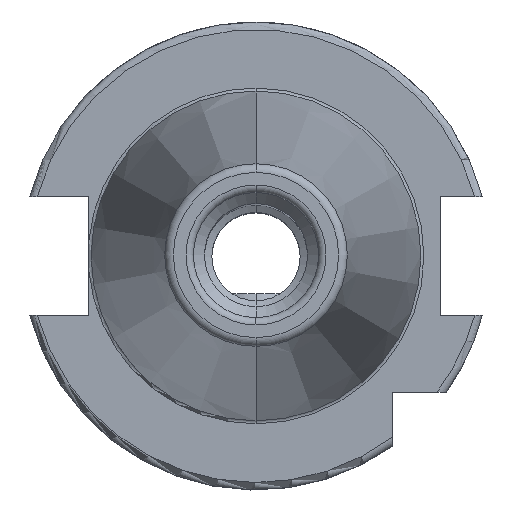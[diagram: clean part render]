
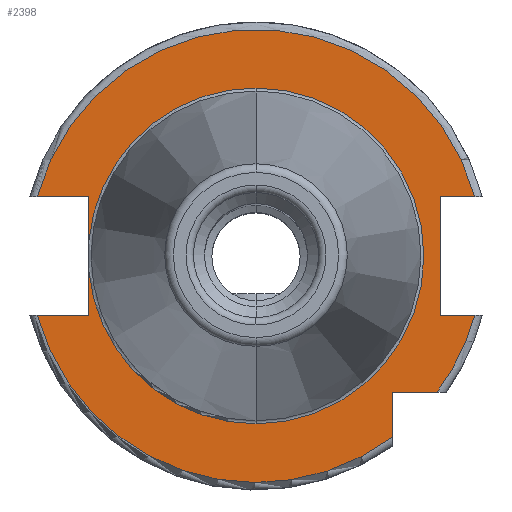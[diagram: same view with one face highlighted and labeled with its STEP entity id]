
A CAD part, top view. The second image highlights one B-rep face of the part: STEP entity #2398.
In plain terms, the highlighted planar face has unit normal (0, 0, 1).
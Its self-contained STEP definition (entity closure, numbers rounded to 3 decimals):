
#315=DIRECTION('',(1,0,0));
#316=VECTOR('',#315,7.004);
#317=CARTESIAN_POINT('',(-29.704,-8.05,15.9));
#318=LINE('',#317,#316);
#319=DIRECTION('',(0,1,0));
#320=VECTOR('',#319,5.917);
#321=CARTESIAN_POINT('',(-22.7,-8.05,15.9));
#322=LINE('',#321,#320);
#323=DIRECTION('',(0,1,0));
#324=VECTOR('',#323,5.917);
#325=CARTESIAN_POINT('',(-22.7,2.133,15.9));
#326=LINE('',#325,#324);
#327=DIRECTION('',(1,0,0));
#328=VECTOR('',#327,7.004);
#329=CARTESIAN_POINT('',(-29.704,8.05,15.9));
#330=LINE('',#329,#328);
#331=DIRECTION('',(-1,0,0));
#332=VECTOR('',#331,4.704);
#333=CARTESIAN_POINT('',(29.704,8.05,15.9));
#334=LINE('',#333,#332);
#335=DIRECTION('',(0,-1,0));
#336=VECTOR('',#335,16.1);
#337=CARTESIAN_POINT('',(25,8.05,15.9));
#338=LINE('',#337,#336);
#339=DIRECTION('',(-1,0,0));
#340=VECTOR('',#339,4.704);
#341=CARTESIAN_POINT('',(29.704,-8.05,15.9));
#342=LINE('',#341,#340);
#343=CARTESIAN_POINT('',(0,0,15.9));
#344=DIRECTION('',(0,0,1));
#345=DIRECTION('',(0.799,-0.601,0));
#346=AXIS2_PLACEMENT_3D('',#343,#344,#345);
#348=DIRECTION('',(-1,0,0));
#349=VECTOR('',#348,6.094);
#350=CARTESIAN_POINT('',(24.594,-18.5,15.9));
#351=LINE('',#350,#349);
#352=DIRECTION('',(0,1,0));
#353=VECTOR('',#352,6.094);
#354=CARTESIAN_POINT('',(18.5,-24.594,15.9));
#355=LINE('',#354,#353);
#366=CARTESIAN_POINT('',(0,0,15.9));
#367=DIRECTION('',(0,0,1));
#368=DIRECTION('',(0,1,0));
#369=AXIS2_PLACEMENT_3D('',#366,#367,#368);
#381=CARTESIAN_POINT('',(0,0,15.9));
#382=DIRECTION('',(0,0,1));
#383=DIRECTION('',(-0.996,-0.094,0));
#384=AXIS2_PLACEMENT_3D('',#381,#382,#383);
#386=CARTESIAN_POINT('',(0,0,15.9));
#387=DIRECTION('',(0,0,-1));
#388=DIRECTION('',(0,1,0));
#389=AXIS2_PLACEMENT_3D('',#386,#387,#388);
#1142=CARTESIAN_POINT('',(0,0,15.9));
#1143=DIRECTION('',(0,0,1));
#1144=DIRECTION('',(0.965,0.262,0));
#1145=AXIS2_PLACEMENT_3D('',#1142,#1143,#1144);
#1193=CARTESIAN_POINT('',(0,0,15.9));
#1194=DIRECTION('',(0,0,1));
#1195=DIRECTION('',(-0.965,-0.262,0));
#1196=AXIS2_PLACEMENT_3D('',#1193,#1194,#1195);
#1625=CARTESIAN_POINT('',(0,22.8,15.9));
#1627=VERTEX_POINT('',#1625);
#1647=CARTESIAN_POINT('',(0,-22.8,15.9));
#1649=VERTEX_POINT('',#1647);
#1795=CARTESIAN_POINT('',(-29.704,-8.05,15.9));
#1796=CARTESIAN_POINT('',(-22.7,-8.05,15.9));
#1797=VERTEX_POINT('',#1795);
#1798=VERTEX_POINT('',#1796);
#1799=CARTESIAN_POINT('',(-22.7,-2.133,15.9));
#1800=VERTEX_POINT('',#1799);
#1801=CARTESIAN_POINT('',(-22.7,2.133,15.9));
#1802=CARTESIAN_POINT('',(-22.7,8.05,15.9));
#1803=VERTEX_POINT('',#1801);
#1804=VERTEX_POINT('',#1802);
#1805=CARTESIAN_POINT('',(-29.704,8.05,15.9));
#1806=VERTEX_POINT('',#1805);
#1807=CARTESIAN_POINT('',(25,8.05,15.9));
#1808=CARTESIAN_POINT('',(25,-8.05,15.9));
#1809=VERTEX_POINT('',#1807);
#1810=VERTEX_POINT('',#1808);
#1811=CARTESIAN_POINT('',(29.704,-8.05,15.9));
#1812=VERTEX_POINT('',#1811);
#1813=CARTESIAN_POINT('',(29.704,8.05,15.9));
#1814=VERTEX_POINT('',#1813);
#1815=CARTESIAN_POINT('',(18.5,-24.594,15.9));
#1816=CARTESIAN_POINT('',(18.5,-18.5,15.9));
#1817=VERTEX_POINT('',#1815);
#1818=VERTEX_POINT('',#1816);
#1819=CARTESIAN_POINT('',(24.594,-18.5,15.9));
#1820=VERTEX_POINT('',#1819);
#2368=CARTESIAN_POINT('',(0,0,15.9));
#2369=DIRECTION('',(0,0,-1));
#2370=DIRECTION('',(0,-1,0));
#2371=AXIS2_PLACEMENT_3D('',#2368,#2369,#2370);
#2372=PLANE('',#2371);
#2373=ORIENTED_EDGE('',*,*,#2345,.T.);
#2374=ORIENTED_EDGE('',*,*,#2111,.T.);
#2376=ORIENTED_EDGE('',*,*,#2375,.T.);
#2378=ORIENTED_EDGE('',*,*,#2377,.F.);
#2380=ORIENTED_EDGE('',*,*,#2379,.T.);
#2381=ORIENTED_EDGE('',*,*,#2107,.T.);
#2382=ORIENTED_EDGE('',*,*,#2145,.F.);
#2384=ORIENTED_EDGE('',*,*,#2383,.F.);
#2386=ORIENTED_EDGE('',*,*,#2385,.T.);
#2388=ORIENTED_EDGE('',*,*,#2387,.T.);
#2389=ORIENTED_EDGE('',*,*,#2035,.F.);
#2391=ORIENTED_EDGE('',*,*,#2390,.F.);
#2392=ORIENTED_EDGE('',*,*,#2199,.T.);
#2393=ORIENTED_EDGE('',*,*,#2250,.F.);
#2395=ORIENTED_EDGE('',*,*,#2394,.F.);
#2396=EDGE_LOOP('',(#2373,#2374,#2376,#2378,#2380,#2381,#2382,#2384,#2386,#2388,
#2389,#2391,#2392,#2393,#2395));
#2397=FACE_OUTER_BOUND('',#2396,.F.);
#2398=ADVANCED_FACE('',(#2397),#2372,.F.);
#347=CIRCLE('',#346,30.775);
#370=CIRCLE('',#369,22.8);
#385=CIRCLE('',#384,22.8);
#390=CIRCLE('',#389,22.8);
#1146=CIRCLE('',#1145,30.775);
#1197=CIRCLE('',#1196,30.775);
#2035=EDGE_CURVE('',#1812,#1810,#342,.T.);
#2107=EDGE_CURVE('',#1803,#1804,#326,.T.);
#2111=EDGE_CURVE('',#1798,#1800,#322,.T.);
#2145=EDGE_CURVE('',#1806,#1804,#330,.T.);
#2199=EDGE_CURVE('',#1820,#1818,#351,.T.);
#2250=EDGE_CURVE('',#1817,#1818,#355,.T.);
#2345=EDGE_CURVE('',#1797,#1798,#318,.T.);
#2375=EDGE_CURVE('',#1800,#1649,#385,.T.);
#2377=EDGE_CURVE('',#1627,#1649,#390,.T.);
#2379=EDGE_CURVE('',#1627,#1803,#370,.T.);
#2383=EDGE_CURVE('',#1814,#1806,#1146,.T.);
#2385=EDGE_CURVE('',#1814,#1809,#334,.T.);
#2387=EDGE_CURVE('',#1809,#1810,#338,.T.);
#2390=EDGE_CURVE('',#1820,#1812,#347,.T.);
#2394=EDGE_CURVE('',#1797,#1817,#1197,.T.);
